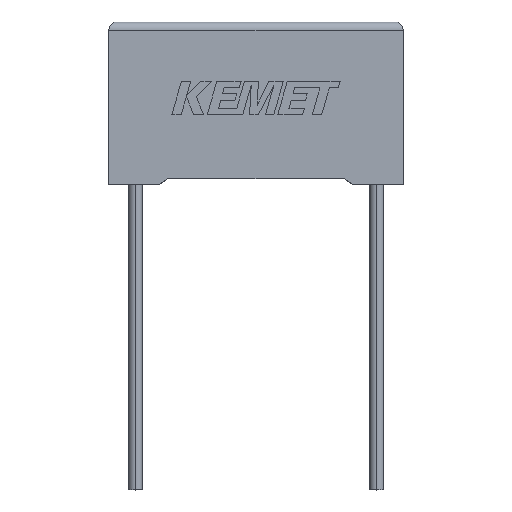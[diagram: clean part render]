
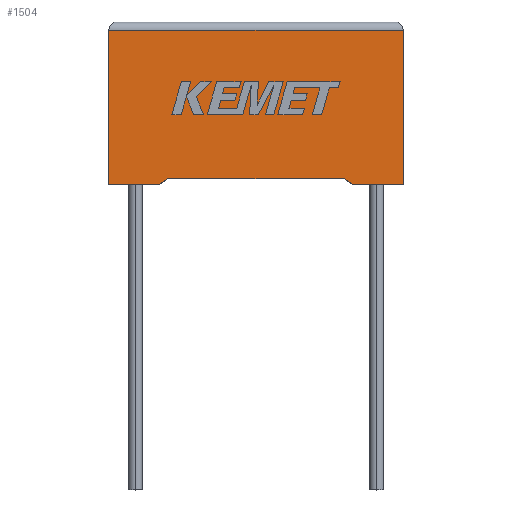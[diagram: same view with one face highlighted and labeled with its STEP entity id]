
A CAD part, top view. The second image highlights one B-rep face of the part: STEP entity #1504.
In plain terms, the highlighted planar face has unit normal (0, 0, 1).
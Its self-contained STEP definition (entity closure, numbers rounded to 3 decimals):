
#64 = CARTESIAN_POINT ( 'NONE',  ( 0., 0., 4.2 ) ) ;
#93 = EDGE_CURVE ( 'NONE', #2769, #1781, #2386, .T. ) ;
#116 = CARTESIAN_POINT ( 'NONE',  ( 14.642, 0.348, 4.2 ) ) ;
#276 = CARTESIAN_POINT ( 'NONE',  ( 3.15, 0., 4.2 ) ) ;
#311 = LINE ( 'NONE', #64, #2568 ) ;
#542 = DIRECTION ( 'NONE',  ( -0.825, -0.565, 0. ) ) ;
#570 = VECTOR ( 'NONE', #1276, 1000. ) ;
#581 = ORIENTED_EDGE ( 'NONE', *, *, #2287, .T. ) ;
#694 = DIRECTION ( 'NONE',  ( 0., 1., 0. ) ) ;
#771 = ORIENTED_EDGE ( 'NONE', *, *, #2087, .F. ) ;
#782 = DIRECTION ( 'NONE',  ( 1., 0., 0. ) ) ;
#835 = CARTESIAN_POINT ( 'NONE',  ( 3.658, 0.348, 4.2 ) ) ;
#946 = CARTESIAN_POINT ( 'NONE',  ( 18.3, 0., 4.2 ) ) ;
#989 = EDGE_CURVE ( 'NONE', #2891, #2431, #2043, .T. ) ;
#994 = CARTESIAN_POINT ( 'NONE',  ( 0., 0., 4.2 ) ) ;
#1000 = ORIENTED_EDGE ( 'NONE', *, *, #1988, .F. ) ;
#1044 = CARTESIAN_POINT ( 'NONE',  ( 15.15, 0., 4.2 ) ) ;
#1055 = CARTESIAN_POINT ( 'NONE',  ( 18.3, 9.6, 4.2 ) ) ;
#1120 = VECTOR ( 'NONE', #2912, 1000. ) ;
#1142 = CARTESIAN_POINT ( 'NONE',  ( 3.15, 0., 4.2 ) ) ;
#1182 = DIRECTION ( 'NONE',  ( 0.825, -0.565, 0. ) ) ;
#1206 = EDGE_CURVE ( 'NONE', #1781, #1451, #2645, .T. ) ;
#1207 = CARTESIAN_POINT ( 'NONE',  ( 0., 0., 4.2 ) ) ;
#1241 = ORIENTED_EDGE ( 'NONE', *, *, #93, .T. ) ;
#1276 = DIRECTION ( 'NONE',  ( -1., 0., 0. ) ) ;
#1449 = LINE ( 'NONE', #946, #2509 ) ;
#1451 = VERTEX_POINT ( 'NONE', #1142 ) ;
#1504 = ADVANCED_FACE ( 'NONE', ( #1593 ), #1564, .F. ) ;
#1506 = LINE ( 'NONE', #2457, #570 ) ;
#1511 = EDGE_CURVE ( 'NONE', #2759, #1699, #1449, .T. ) ;
#1516 = ORIENTED_EDGE ( 'NONE', *, *, #2307, .T. ) ;
#1564 = PLANE ( 'NONE',  #2797 ) ;
#1593 = FACE_OUTER_BOUND ( 'NONE', #1770, .T. ) ;
#1669 = CARTESIAN_POINT ( 'NONE',  ( 0., 9.6, 4.2 ) ) ;
#1699 = VERTEX_POINT ( 'NONE', #1055 ) ;
#1730 = LINE ( 'NONE', #1975, #1120 ) ;
#1770 = EDGE_LOOP ( 'NONE', ( #2204, #581, #1241, #2521, #1000, #771, #2972, #1516 ) ) ;
#1781 = VERTEX_POINT ( 'NONE', #2320 ) ;
#1801 = VECTOR ( 'NONE', #2895, 1000. ) ;
#1811 = VECTOR ( 'NONE', #542, 1000. ) ;
#1872 = CARTESIAN_POINT ( 'NONE',  ( 15.15, 0., 4.2 ) ) ;
#1901 = CARTESIAN_POINT ( 'NONE',  ( 18.3, 0., 4.2 ) ) ;
#1975 = CARTESIAN_POINT ( 'NONE',  ( 0., 9.6, 4.2 ) ) ;
#1988 = EDGE_CURVE ( 'NONE', #3016, #1451, #2391, .T. ) ;
#2021 = DIRECTION ( 'NONE',  ( 1., 0., 0. ) ) ;
#2043 = LINE ( 'NONE', #1872, #2788 ) ;
#2087 = EDGE_CURVE ( 'NONE', #2891, #3016, #1506, .T. ) ;
#2204 = ORIENTED_EDGE ( 'NONE', *, *, #1511, .T. ) ;
#2287 = EDGE_CURVE ( 'NONE', #1699, #2769, #1730, .T. ) ;
#2307 = EDGE_CURVE ( 'NONE', #2431, #2759, #311, .T. ) ;
#2320 = CARTESIAN_POINT ( 'NONE',  ( 0., 0., 4.2 ) ) ;
#2386 = LINE ( 'NONE', #1207, #1801 ) ;
#2391 = LINE ( 'NONE', #276, #1811 ) ;
#2426 = CARTESIAN_POINT ( 'NONE',  ( 0., 0., 4.2 ) ) ;
#2431 = VERTEX_POINT ( 'NONE', #1044 ) ;
#2450 = VECTOR ( 'NONE', #782, 1000. ) ;
#2457 = CARTESIAN_POINT ( 'NONE',  ( 9.15, 0.348, 4.2 ) ) ;
#2509 = VECTOR ( 'NONE', #694, 1000. ) ;
#2521 = ORIENTED_EDGE ( 'NONE', *, *, #1206, .T. ) ;
#2568 = VECTOR ( 'NONE', #2021, 1000. ) ;
#2586 = DIRECTION ( 'NONE',  ( -1., 0., 0. ) ) ;
#2645 = LINE ( 'NONE', #2426, #2450 ) ;
#2759 = VERTEX_POINT ( 'NONE', #1901 ) ;
#2769 = VERTEX_POINT ( 'NONE', #1669 ) ;
#2788 = VECTOR ( 'NONE', #1182, 1000. ) ;
#2797 = AXIS2_PLACEMENT_3D ( 'NONE', #994, #3057, #2586 ) ;
#2891 = VERTEX_POINT ( 'NONE', #116 ) ;
#2895 = DIRECTION ( 'NONE',  ( 0., -1., 0. ) ) ;
#2912 = DIRECTION ( 'NONE',  ( -1., 0., 0. ) ) ;
#2972 = ORIENTED_EDGE ( 'NONE', *, *, #989, .T. ) ;
#3016 = VERTEX_POINT ( 'NONE', #835 ) ;
#3057 = DIRECTION ( 'NONE',  ( 0., 0., -1. ) ) ;
